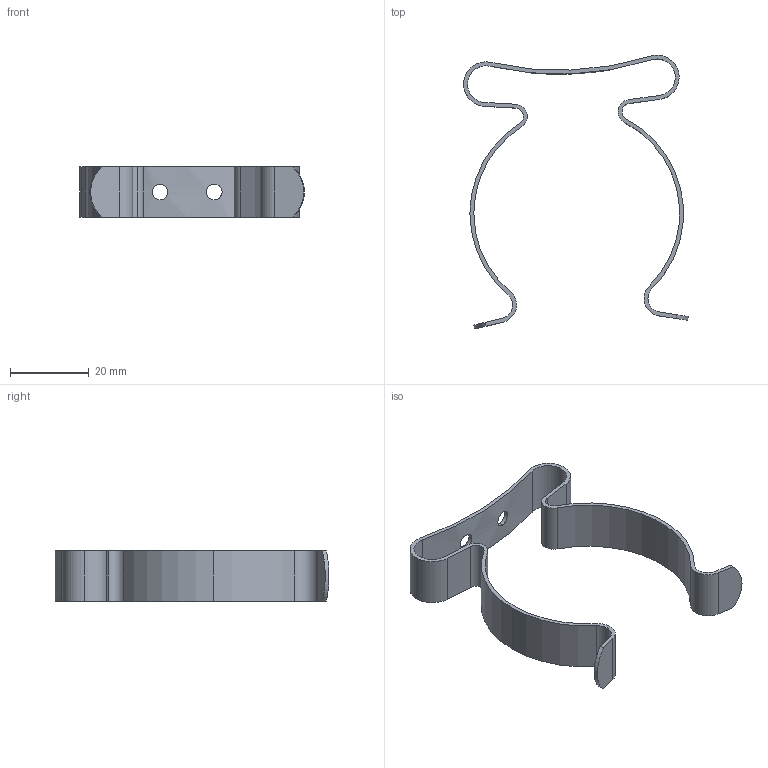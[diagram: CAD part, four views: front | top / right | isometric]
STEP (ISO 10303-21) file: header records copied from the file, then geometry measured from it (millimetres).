
FILE_DESCRIPTION (( 'STEP AP214' ), '1' );
FILE_NAME ('05089-Tool Clip Zinc Plated 50mm.STEP', '2018-11-19T02:13:43', ( '' ), ( '' ), 'SwSTEP 2.0', 'SolidWorks 2018', '' );
FILE_SCHEMA (( 'AUTOMOTIVE_DESIGN' ));
Length unit declared in the file: millimetre
Products named in the file (1): 05089-Tool Clip Zinc Plated 50mm
Bounding box: 57.26 x 69.78 x 12.8 mm (x, y, z)
Volume: 2977.1 mm3; surface area: 6543.2 mm2
Topology: 1 solids, 1 shells, 310 faces, 840 edges, 560 vertices
Faces by surface type: bspline 181, plane 72, cylinder 57
Entity records: 31245 total; most frequent: CARTESIAN_POINT 25305, ORIENTED_EDGE 1680, EDGE_CURVE 840, B_SPLINE_CURVE_WITH_KNOTS 725, VERTEX_POINT 560, DIRECTION 433, EDGE_LOOP 342, ADVANCED_FACE 310
